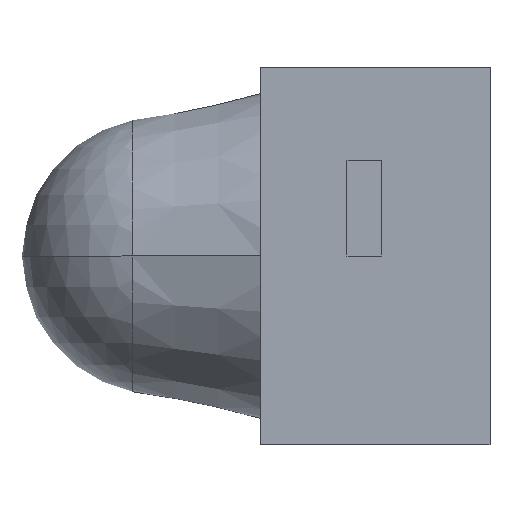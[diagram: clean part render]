
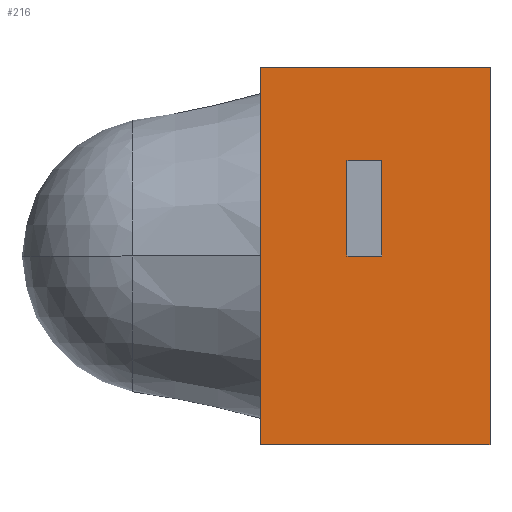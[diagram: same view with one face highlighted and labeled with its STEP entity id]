
A CAD part, left-side view. The second image highlights one B-rep face of the part: STEP entity #216.
In plain terms, the highlighted planar face has unit normal (-1, 0, 0).
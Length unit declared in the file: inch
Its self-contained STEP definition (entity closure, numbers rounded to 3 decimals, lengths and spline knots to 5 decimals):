
#1 = VECTOR ( 'NONE', #102, 39.37008 ) ;
#10 = VERTEX_POINT ( 'NONE', #616 ) ;
#13 = DIRECTION ( 'NONE',  ( 0., 0., -1. ) ) ;
#15 = CARTESIAN_POINT ( 'NONE',  ( -0.04, -0.004, 0.0435 ) ) ;
#29 = CARTESIAN_POINT ( 'NONE',  ( -0.04, 0.024, 0.0435 ) ) ;
#36 = DIRECTION ( 'NONE',  ( 0., -1., 0. ) ) ;
#57 = CARTESIAN_POINT ( 'NONE',  ( -0.04, 0.024, -0.0435 ) ) ;
#61 = VECTOR ( 'NONE', #542, 39.37008 ) ;
#75 = FACE_BOUND ( 'NONE', #171, .T. ) ;
#89 = DIRECTION ( 'NONE',  ( 0., 0., -1. ) ) ;
#98 = VERTEX_POINT ( 'NONE', #576 ) ;
#102 = DIRECTION ( 'NONE',  ( 0., 0., 1. ) ) ;
#114 = EDGE_LOOP ( 'NONE', ( #271, #220, #431, #338 ) ) ;
#136 = CARTESIAN_POINT ( 'NONE',  ( -0.04, -0.029, -0.0435 ) ) ;
#137 = CARTESIAN_POINT ( 'NONE',  ( -0.04, 0.004, 0.0435 ) ) ;
#153 = CARTESIAN_POINT ( 'NONE',  ( -0.04, 0.004, 0. ) ) ;
#159 = ORIENTED_EDGE ( 'NONE', *, *, #452, .F. ) ;
#163 = CARTESIAN_POINT ( 'NONE',  ( -0.04, 0.024, -0.0435 ) ) ;
#171 = EDGE_LOOP ( 'NONE', ( #628, #350, #258, #159 ) ) ;
#174 = DIRECTION ( 'NONE',  ( 0., -1., 0. ) ) ;
#175 = DIRECTION ( 'NONE',  ( 0., -1., 0. ) ) ;
#216 = ADVANCED_FACE ( 'NONE', ( #75, #735 ), #598, .F. ) ;
#217 = LINE ( 'NONE', #137, #1 ) ;
#220 = ORIENTED_EDGE ( 'NONE', *, *, #480, .F. ) ;
#233 = CARTESIAN_POINT ( 'NONE',  ( -0.04, -0.029, 0.0435 ) ) ;
#258 = ORIENTED_EDGE ( 'NONE', *, *, #541, .T. ) ;
#271 = ORIENTED_EDGE ( 'NONE', *, *, #483, .T. ) ;
#276 = AXIS2_PLACEMENT_3D ( 'NONE', #780, #765, #756 ) ;
#278 = LINE ( 'NONE', #746, #574 ) ;
#304 = VERTEX_POINT ( 'NONE', #529 ) ;
#317 = EDGE_CURVE ( 'NONE', #10, #525, #497, .T. ) ;
#338 = ORIENTED_EDGE ( 'NONE', *, *, #317, .T. ) ;
#349 = LINE ( 'NONE', #29, #606 ) ;
#350 = ORIENTED_EDGE ( 'NONE', *, *, #474, .T. ) ;
#362 = VERTEX_POINT ( 'NONE', #770 ) ;
#382 = VERTEX_POINT ( 'NONE', #153 ) ;
#431 = ORIENTED_EDGE ( 'NONE', *, *, #515, .F. ) ;
#432 = VECTOR ( 'NONE', #174, 39.37008 ) ;
#447 = VECTOR ( 'NONE', #13, 39.37008 ) ;
#452 = EDGE_CURVE ( 'NONE', #382, #304, #278, .T. ) ;
#474 = EDGE_CURVE ( 'NONE', #98, #362, #562, .T. ) ;
#480 = EDGE_CURVE ( 'NONE', #575, #699, #709, .T. ) ;
#483 = EDGE_CURVE ( 'NONE', #525, #699, #731, .T. ) ;
#492 = LINE ( 'NONE', #15, #447 ) ;
#497 = LINE ( 'NONE', #528, #61 ) ;
#515 = EDGE_CURVE ( 'NONE', #10, #575, #349, .T. ) ;
#525 = VERTEX_POINT ( 'NONE', #57 ) ;
#528 = CARTESIAN_POINT ( 'NONE',  ( -0.04, 0.024, 0.0435 ) ) ;
#529 = CARTESIAN_POINT ( 'NONE',  ( -0.04, -0.004, 0. ) ) ;
#541 = EDGE_CURVE ( 'NONE', #362, #304, #492, .T. ) ;
#542 = DIRECTION ( 'NONE',  ( 0., 0., -1. ) ) ;
#562 = LINE ( 'NONE', #725, #432 ) ;
#574 = VECTOR ( 'NONE', #745, 39.37008 ) ;
#575 = VERTEX_POINT ( 'NONE', #233 ) ;
#576 = CARTESIAN_POINT ( 'NONE',  ( -0.04, 0.004, 0.022 ) ) ;
#593 = VECTOR ( 'NONE', #175, 39.37008 ) ;
#598 = PLANE ( 'NONE',  #276 ) ;
#606 = VECTOR ( 'NONE', #36, 39.37008 ) ;
#616 = CARTESIAN_POINT ( 'NONE',  ( -0.04, 0.024, 0.0435 ) ) ;
#628 = ORIENTED_EDGE ( 'NONE', *, *, #760, .T. ) ;
#686 = CARTESIAN_POINT ( 'NONE',  ( -0.04, -0.029, 0.0435 ) ) ;
#699 = VERTEX_POINT ( 'NONE', #136 ) ;
#709 = LINE ( 'NONE', #686, #759 ) ;
#725 = CARTESIAN_POINT ( 'NONE',  ( -0.04, 0.024, 0.022 ) ) ;
#731 = LINE ( 'NONE', #163, #593 ) ;
#735 = FACE_OUTER_BOUND ( 'NONE', #114, .T. ) ;
#745 = DIRECTION ( 'NONE',  ( 0., -1., 0. ) ) ;
#746 = CARTESIAN_POINT ( 'NONE',  ( -0.04, 0.024, 0. ) ) ;
#756 = DIRECTION ( 'NONE',  ( 0., 0., -1. ) ) ;
#759 = VECTOR ( 'NONE', #89, 39.37008 ) ;
#760 = EDGE_CURVE ( 'NONE', #382, #98, #217, .T. ) ;
#765 = DIRECTION ( 'NONE',  ( 1., 0., 0. ) ) ;
#770 = CARTESIAN_POINT ( 'NONE',  ( -0.04, -0.004, 0.022 ) ) ;
#780 = CARTESIAN_POINT ( 'NONE',  ( -0.04, 0.024, 0.0435 ) ) ;
